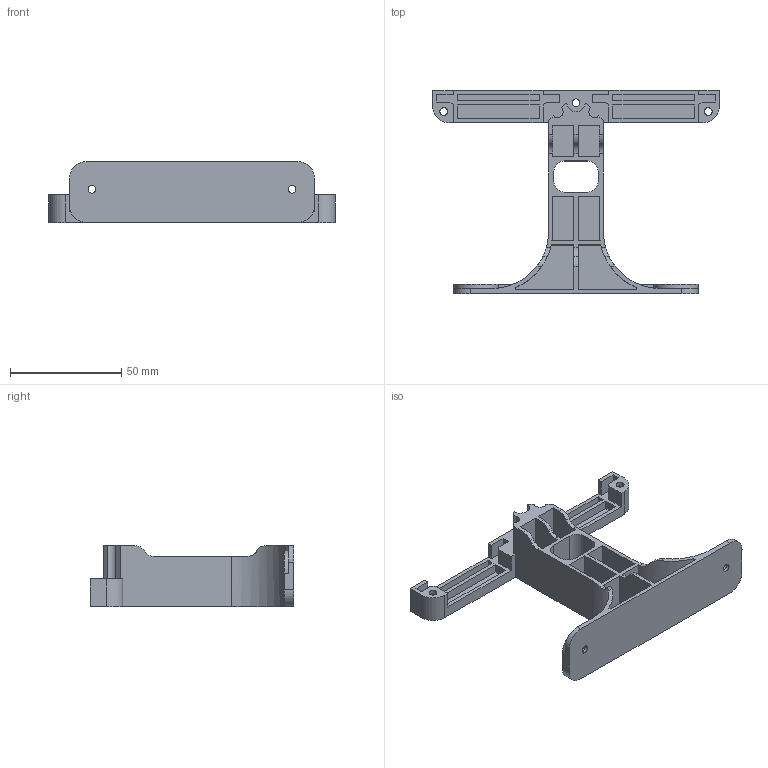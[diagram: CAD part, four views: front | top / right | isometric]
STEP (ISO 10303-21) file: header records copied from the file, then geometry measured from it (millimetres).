
FILE_DESCRIPTION(('FreeCAD Model'),'2;1');
FILE_NAME('Open CASCADE Shape Model','2025-08-12T21:55:48',('FreeCAD'),( 'FreeCAD'),'Open CASCADE STEP processor 7.8','FreeCAD','Unknown');
FILE_SCHEMA(('AUTOMOTIVE_DESIGN { 1 0 10303 214 1 1 1 1 }'));
Length unit declared in the file: millimetre
Products named in the file (1): Open CASCADE STEP translator 7.8 12
Bounding box: 129 x 91.7 x 27.5 mm (x, y, z)
Volume: 35013.9 mm3; surface area: 32647.8 mm2
Topology: 1 solids, 1 shells, 229 faces, 659 edges, 437 vertices
Faces by surface type: plane 188, cylinder 41
Full cylindrical faces by diameter (mm): 3.5 x5, 6.25 x3
Entity records: 7639 total; most frequent: CARTESIAN_POINT 1494, ORIENTED_EDGE 1318, DIRECTION 1231, EDGE_CURVE 659, LINE 523, VECTOR 523, VERTEX_POINT 437, AXIS2_PLACEMENT_3D 354
